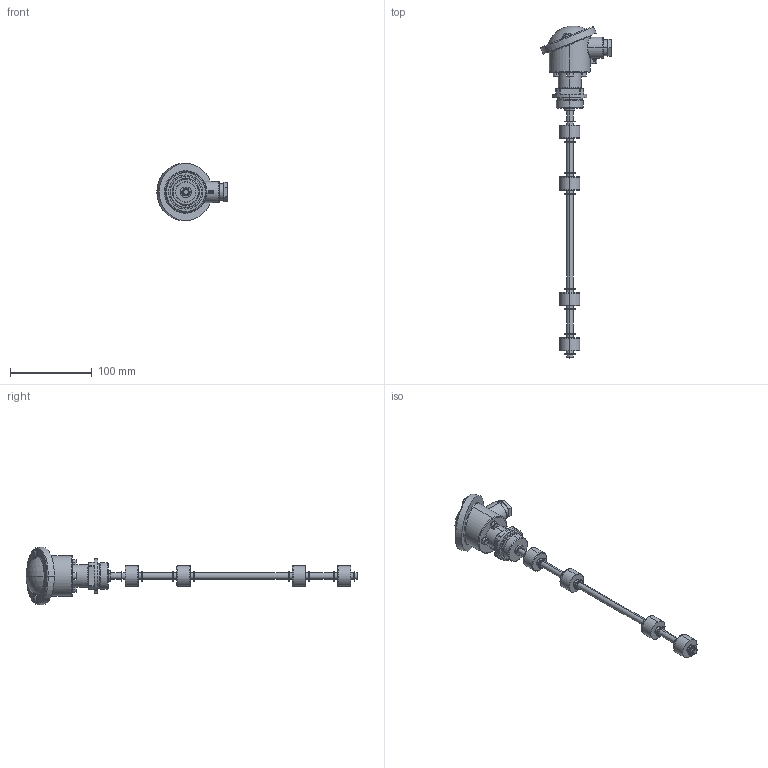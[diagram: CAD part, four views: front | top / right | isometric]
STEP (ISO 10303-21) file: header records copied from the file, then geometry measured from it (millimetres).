
FILE_DESCRIPTION (( 'STEP AP214' ), '1' );
FILE_NAME ('P39D.STEP', '2025-02-14T14:05:44', ( '' ), ( '' ), 'SwSTEP 2.0', 'SolidWorks 2019', '' );
FILE_SCHEMA (( 'AUTOMOTIVE_DESIGN' ));
Length unit declared in the file: millimetre
Products named in the file (1): P39D
Bounding box: 86.34 x 407.23 x 70 mm (x, y, z)
Surface area: 46162.9 mm2 (no closed solid volume)
Topology: 0 solids, 35 shells, 429 faces, 1308 edges, 883 vertices
Faces by surface type: cylinder 189, plane 131, torus 70, bspline 17, cone 14, sphere 8
Entity records: 20912 total; most frequent: CARTESIAN_POINT 4256, DIRECTION 2800, ORIENTED_EDGE 2139, EDGE_CURVE 1306, AXIS2_PLACEMENT_3D 1127, VERTEX_POINT 883, CIRCLE 714, LINE 546
